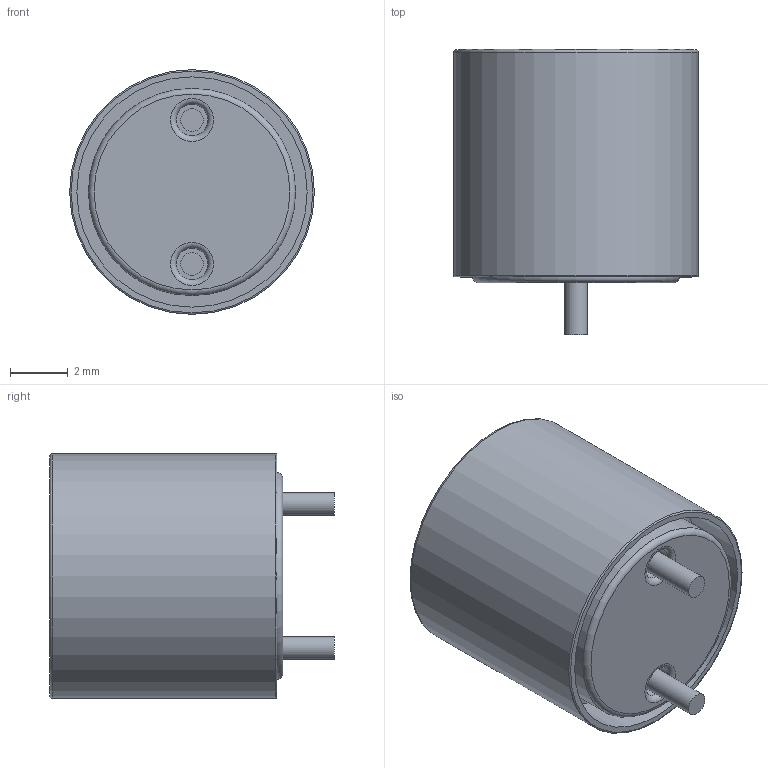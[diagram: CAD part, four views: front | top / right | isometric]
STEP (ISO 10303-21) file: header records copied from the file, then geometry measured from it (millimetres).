
FILE_DESCRIPTION(/* description */ (''),/* implementation_level */ '2;1');
FILE_NAME(/* name */ 'radial fuse.stp',/* time_stamp */ '2016-06-01T10:12:48+08:00',/* author */ ('Admin'),/* organization */ (''),/* preprocessor_version */ 'ST-DEVELOPER v15.6',/* originating_system */ 'Autodesk Inventor 2015',/* authorisation */ '');
FILE_SCHEMA (('AUTOMOTIVE_DESIGN { 1 0 10303 214 3 1 1 }'));
Length unit declared in the file: millimetre
Products named in the file (1): radial fuse
Bounding box: 8.5 x 9.9 x 8.5 mm (x, y, z)
Volume: 436.6 mm3; surface area: 460.2 mm2
Topology: 1 solids, 1 shells, 189 faces, 496 edges, 329 vertices
Faces by surface type: plane 94, bspline 83, cylinder 7, torus 5
Full cylindrical faces by diameter (mm): 0.8 x2, 1.1 x2, 7.2 x1, 8 x1, 8.5 x1
Entity records: 6215 total; most frequent: CARTESIAN_POINT 2082, ORIENTED_EDGE 968, DIRECTION 551, EDGE_CURVE 484, VERTEX_POINT 329, LINE 299, VECTOR 299, EDGE_LOOP 221
